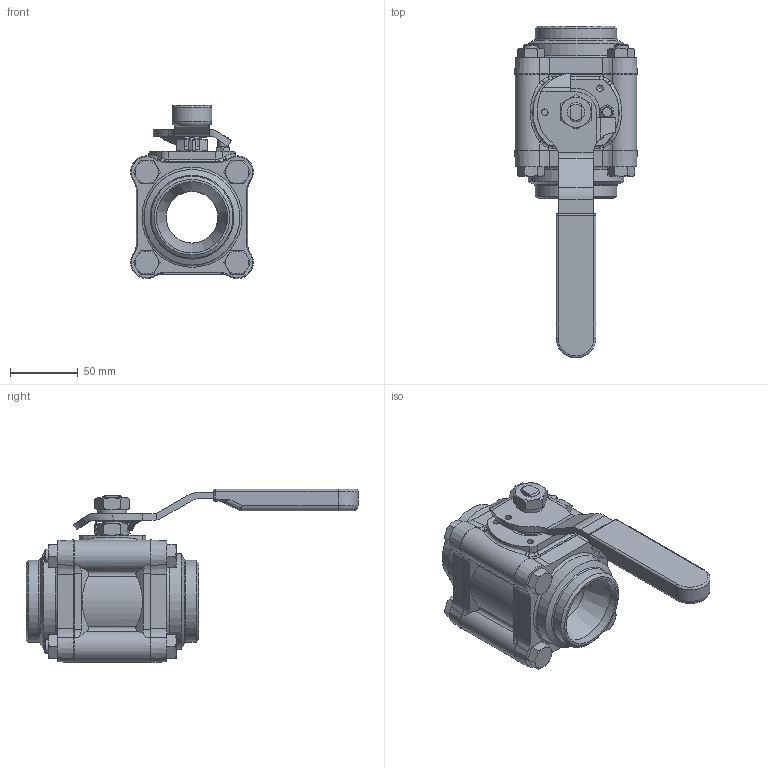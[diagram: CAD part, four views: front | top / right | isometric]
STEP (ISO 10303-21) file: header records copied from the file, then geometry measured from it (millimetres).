
FILE_DESCRIPTION((''),'2;1');
FILE_NAME('GA-A44-20-BWA-W-A-1.stp','2011-05-16T12:51:12',('jaday'),(''),'Autodesk Inventor 2009','Autodesk Inventor 2009','');
FILE_SCHEMA(('AUTOMOTIVE_DESIGN { 1 0 10303 214 1 1 1 1 }'));
Length unit declared in the file: millimetre
Products named in the file (12): GA-A44-20-BWA-W-A-1; GA-B04420-16254-A-1; GA-B04420-27100-A-1; GA-A44-15-STEM-BUILD-A-1; GA-B00015-06002-A-1; GA-B00015-52001-A-1; M10-8-090-110-A-1; M10-8-000-360-A-1; GA-B04415-01002-A-1; GA-B00015-34000-A-1; M14-0-000-5DS-A-1; GA-B00005-60130-A-1
Assembly tree (19 placements, depth 2):
  GA-A44-20-BWA-W-A-1
    GA-B04420-16254-A-1
    GA-B04420-27100-A-1  x2
    GA-A44-15-STEM-BUILD-A-1
    GA-B00015-06002-A-1  x2
    GA-B00015-52001-A-1
    M10-8-090-110-A-1  x4
    M10-8-000-360-A-1  x4
    GA-B04415-01002-A-1
    GA-B00015-34000-A-1
    M14-0-000-5DS-A-1
    GA-B00005-60130-A-1
Bounding box: 90.39 x 244.61 x 127.62 mm (x, y, z)
Volume: 635147.9 mm3; surface area: 154764.1 mm2
Topology: 19 solids, 19 shells, 551 faces, 1338 edges, 830 vertices
Faces by surface type: plane 217, cylinder 135, cone 134, bspline 57, sphere 6, torus 2
Full cylindrical faces by diameter (mm): 4.8 x1, 7.925 x1, 8.376 x4, 10 x4, 10.5 x12, 14.288 x1, 19.89 x1, 27 x1, 35.085 x1, 37.97 x1, 38.165 x2, 52.475 x2, 60.325 x2, 70.35 x2, 80.2 x2
Entity records: 13095 total; most frequent: CARTESIAN_POINT 3982, DIRECTION 1847, ORIENTED_EDGE 1798, EDGE_CURVE 899, AXIS2_PLACEMENT_3D 710, VERTEX_POINT 588, EDGE_LOOP 461, VECTOR 427
